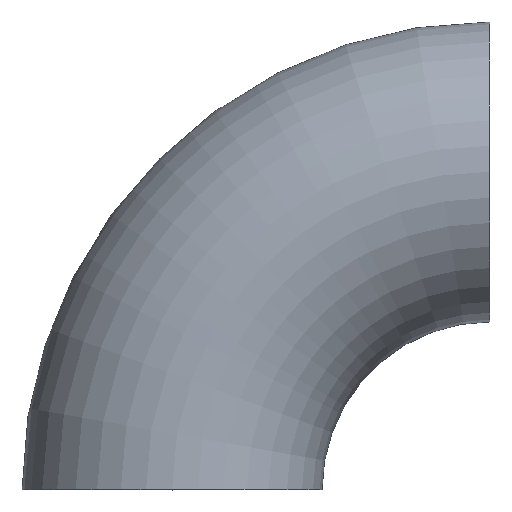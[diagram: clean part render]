
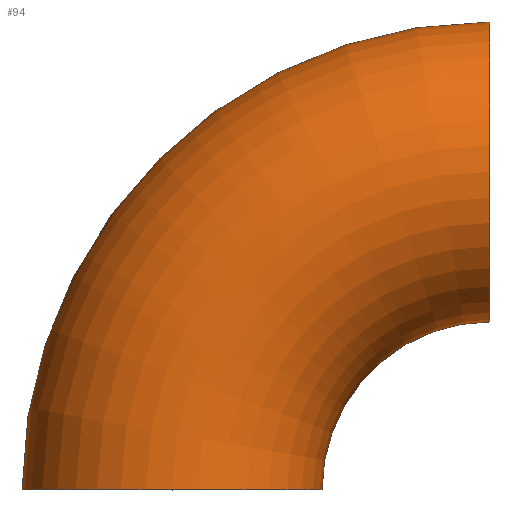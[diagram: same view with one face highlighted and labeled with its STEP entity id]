
A CAD part, top view. The second image highlights one B-rep face of the part: STEP entity #94.
In plain terms, the highlighted toroidal (fillet/blend) face has major radius 28.5 mm and minor radius 13.45 mm.
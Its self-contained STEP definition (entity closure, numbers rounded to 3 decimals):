
#6 = ORIENTED_EDGE ( 'NONE', *, *, #61, .T. ) ;
#9 = CARTESIAN_POINT ( 'NONE',  ( 28.5, 0., 0. ) ) ;
#13 = DIRECTION ( 'NONE',  ( 0., 0., 1. ) ) ;
#18 = ORIENTED_EDGE ( 'NONE', *, *, #35, .F. ) ;
#20 = VERTEX_POINT ( 'NONE', #154 ) ;
#24 = VERTEX_POINT ( 'NONE', #69 ) ;
#27 = DIRECTION ( 'NONE',  ( 0., 0., 1. ) ) ;
#28 = CARTESIAN_POINT ( 'NONE',  ( 28.5, 28.5, 0. ) ) ;
#35 = EDGE_CURVE ( 'NONE', #20, #223, #207, .T. ) ;
#38 = VERTEX_POINT ( 'NONE', #173 ) ;
#43 = TOROIDAL_SURFACE ( 'NONE', #81, 28.5, 13.45 ) ;
#52 = DIRECTION ( 'NONE',  ( 1., 0., 0. ) ) ;
#56 = AXIS2_PLACEMENT_3D ( 'NONE', #91, #183, #249 ) ;
#59 = CIRCLE ( 'NONE', #252, 13.45 ) ;
#61 = EDGE_CURVE ( 'NONE', #24, #223, #251, .T. ) ;
#64 = FACE_OUTER_BOUND ( 'NONE', #185, .T. ) ;
#69 = CARTESIAN_POINT ( 'NONE',  ( -13.45, 0., 0. ) ) ;
#75 = AXIS2_PLACEMENT_3D ( 'NONE', #179, #232, #27 ) ;
#81 = AXIS2_PLACEMENT_3D ( 'NONE', #133, #13, #52 ) ;
#91 = CARTESIAN_POINT ( 'NONE',  ( 28.5, 0., 0. ) ) ;
#94 = ADVANCED_FACE ( 'NONE', ( #64 ), #43, .T. ) ;
#112 = CARTESIAN_POINT ( 'NONE',  ( 13.45, 0., 0. ) ) ;
#133 = CARTESIAN_POINT ( 'NONE',  ( 28.5, 0., 0. ) ) ;
#145 = ORIENTED_EDGE ( 'NONE', *, *, #205, .F. ) ;
#148 = EDGE_CURVE ( 'NONE', #38, #24, #166, .T. ) ;
#154 = CARTESIAN_POINT ( 'NONE',  ( 28.5, 15.05, 0. ) ) ;
#166 = CIRCLE ( 'NONE', #56, 41.95 ) ;
#173 = CARTESIAN_POINT ( 'NONE',  ( 28.5, 41.95, 0. ) ) ;
#179 = CARTESIAN_POINT ( 'NONE',  ( 0., 0., 0. ) ) ;
#182 = AXIS2_PLACEMENT_3D ( 'NONE', #9, #208, #228 ) ;
#183 = DIRECTION ( 'NONE',  ( 0., 0., 1. ) ) ;
#185 = EDGE_LOOP ( 'NONE', ( #145, #234, #6, #18 ) ) ;
#197 = DIRECTION ( 'NONE',  ( 1., 0., 0. ) ) ;
#205 = EDGE_CURVE ( 'NONE', #38, #20, #59, .T. ) ;
#207 = CIRCLE ( 'NONE', #182, 15.05 ) ;
#208 = DIRECTION ( 'NONE',  ( 0., 0., 1. ) ) ;
#223 = VERTEX_POINT ( 'NONE', #112 ) ;
#228 = DIRECTION ( 'NONE',  ( 1., 0., 0. ) ) ;
#232 = DIRECTION ( 'NONE',  ( 0., 1., 0. ) ) ;
#234 = ORIENTED_EDGE ( 'NONE', *, *, #148, .T. ) ;
#236 = DIRECTION ( 'NONE',  ( 0., 0., 1. ) ) ;
#249 = DIRECTION ( 'NONE',  ( 1., 0., 0. ) ) ;
#251 = CIRCLE ( 'NONE', #75, 13.45 ) ;
#252 = AXIS2_PLACEMENT_3D ( 'NONE', #28, #197, #236 ) ;
